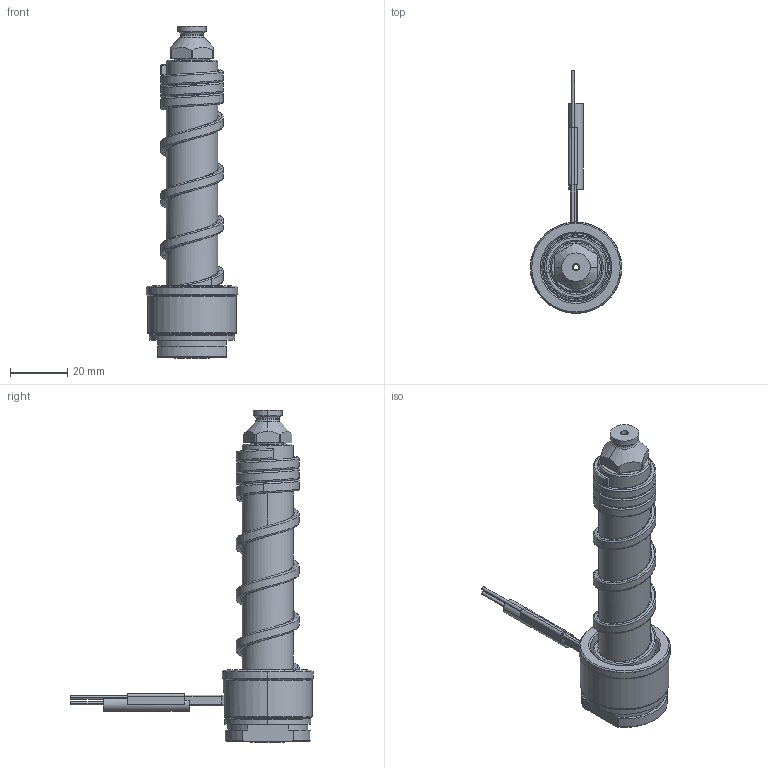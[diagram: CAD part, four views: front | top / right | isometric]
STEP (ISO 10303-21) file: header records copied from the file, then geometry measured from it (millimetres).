
FILE_DESCRIPTION((''),'2;1');
FILE_NAME('SM-116-APO-N','2014-06-09T',('Íàòàëüÿ'),('IMID'),'PRO/ENGINEER BY PARAMETRIC TECHNOLOGY CORPORATION, 2010180','PRO/ENGINEER BY PARAMETRIC TECHNOLOGY CORPORATION, 2010180','');
FILE_SCHEMA(('CONFIG_CONTROL_DESIGN'));
Length unit declared in the file: millimetre
Products named in the file (1): SM-116-APO-N
Bounding box: 32 x 85 x 116.2 mm (x, y, z)
Volume: 37912.6 mm3; surface area: 20261.1 mm2
Topology: 1 solids, 8 shells, 294 faces, 766 edges, 456 vertices
Faces by surface type: cylinder 102, bspline 55, cone 50, plane 46, torus 24, revolution 9, extrusion 6, sphere 2
Entity records: 16790 total; most frequent: CARTESIAN_POINT 9929, ORIENTED_EDGE 1492, DIRECTION 1322, EDGE_CURVE 758, AXIS2_PLACEMENT_3D 522, VERTEX_POINT 456, EDGE_LOOP 314, CIRCLE 297
